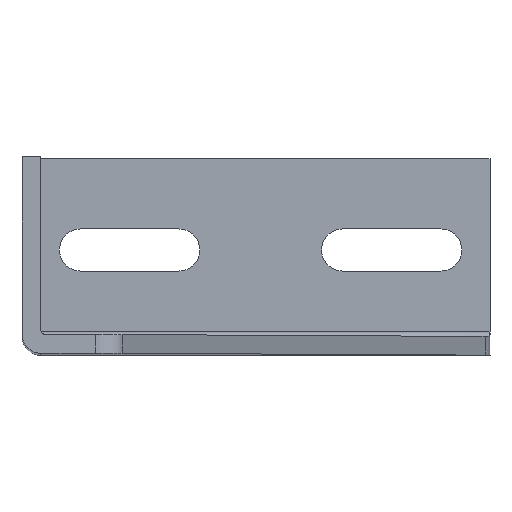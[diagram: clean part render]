
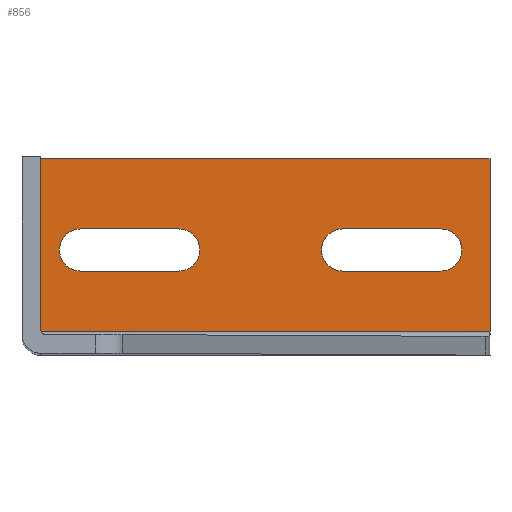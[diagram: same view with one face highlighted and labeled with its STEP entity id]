
A CAD part, top view. The second image highlights one B-rep face of the part: STEP entity #856.
In plain terms, the highlighted planar face has unit normal (0, 0, 1).
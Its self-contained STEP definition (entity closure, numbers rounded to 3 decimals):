
#1 = DIRECTION ( 'NONE',  ( 0., 0., -1. ) ) ;
#9 = CARTESIAN_POINT ( 'NONE',  ( 12.5, 6., 0. ) ) ;
#12 = CARTESIAN_POINT ( 'NONE',  ( 100., -16., 0. ) ) ;
#23 = DIRECTION ( 'NONE',  ( 1., 0., 0. ) ) ;
#38 = CARTESIAN_POINT ( 'NONE',  ( 89.5, -3., 0. ) ) ;
#43 = EDGE_CURVE ( 'NONE', #972, #292, #531, .T. ) ;
#47 = CARTESIAN_POINT ( 'NONE',  ( 68.5, 1.5, 0. ) ) ;
#49 = CIRCLE ( 'NONE', #679, 4.5 ) ;
#50 = DIRECTION ( 'NONE',  ( 1., 0., 0. ) ) ;
#56 = CARTESIAN_POINT ( 'NONE',  ( 52., -3., 0. ) ) ;
#63 = FACE_BOUND ( 'NONE', #705, .T. ) ;
#65 = VERTEX_POINT ( 'NONE', #363 ) ;
#71 = ORIENTED_EDGE ( 'NONE', *, *, #961, .T. ) ;
#74 = VERTEX_POINT ( 'NONE', #479 ) ;
#91 = AXIS2_PLACEMENT_3D ( 'NONE', #975, #212, #675 ) ;
#97 = CARTESIAN_POINT ( 'NONE',  ( 12.5, 1.5, 0. ) ) ;
#104 = DIRECTION ( 'NONE',  ( -1., 0., 0. ) ) ;
#108 = ORIENTED_EDGE ( 'NONE', *, *, #575, .T. ) ;
#117 = ORIENTED_EDGE ( 'NONE', *, *, #657, .T. ) ;
#118 = EDGE_CURVE ( 'NONE', #74, #455, #1236, .T. ) ;
#139 = ORIENTED_EDGE ( 'NONE', *, *, #43, .F. ) ;
#143 = FACE_BOUND ( 'NONE', #543, .T. ) ;
#153 = ORIENTED_EDGE ( 'NONE', *, *, #685, .T. ) ;
#154 = EDGE_CURVE ( 'NONE', #753, #1053, #160, .T. ) ;
#160 = CIRCLE ( 'NONE', #1215, 4.5 ) ;
#161 = AXIS2_PLACEMENT_3D ( 'NONE', #1198, #313, #23 ) ;
#189 = CARTESIAN_POINT ( 'NONE',  ( 4., -16., 0. ) ) ;
#191 = VECTOR ( 'NONE', #379, 1000. ) ;
#194 = AXIS2_PLACEMENT_3D ( 'NONE', #395, #896, #589 ) ;
#212 = DIRECTION ( 'NONE',  ( 0., 0., -1. ) ) ;
#257 = ORIENTED_EDGE ( 'NONE', *, *, #1057, .T. ) ;
#267 = CARTESIAN_POINT ( 'NONE',  ( 100., -17., 0. ) ) ;
#292 = VERTEX_POINT ( 'NONE', #12 ) ;
#305 = CARTESIAN_POINT ( 'NONE',  ( 68.5, 1.5, 0. ) ) ;
#313 = DIRECTION ( 'NONE',  ( 0., 0., 1. ) ) ;
#335 = ORIENTED_EDGE ( 'NONE', *, *, #154, .T. ) ;
#363 = CARTESIAN_POINT ( 'NONE',  ( 64., 1.5, 0. ) ) ;
#379 = DIRECTION ( 'NONE',  ( -1., 0., 0. ) ) ;
#395 = CARTESIAN_POINT ( 'NONE',  ( 12.5, 1.5, 0. ) ) ;
#407 = EDGE_CURVE ( 'NONE', #1227, #74, #553, .T. ) ;
#429 = LINE ( 'NONE', #666, #1079 ) ;
#449 = EDGE_CURVE ( 'NONE', #1278, #65, #49, .T. ) ;
#451 = ORIENTED_EDGE ( 'NONE', *, *, #118, .T. ) ;
#454 = CIRCLE ( 'NONE', #758, 4.5 ) ;
#455 = VERTEX_POINT ( 'NONE', #924 ) ;
#459 = LINE ( 'NONE', #56, #1204 ) ;
#464 = ORIENTED_EDGE ( 'NONE', *, *, #449, .T. ) ;
#470 = CARTESIAN_POINT ( 'NONE',  ( 68.5, -3., 0. ) ) ;
#479 = CARTESIAN_POINT ( 'NONE',  ( 33.5, 6., 0. ) ) ;
#504 = LINE ( 'NONE', #1080, #1121 ) ;
#531 = LINE ( 'NONE', #267, #1270 ) ;
#539 = VECTOR ( 'NONE', #50, 1000. ) ;
#543 = EDGE_LOOP ( 'NONE', ( #108, #464, #257, #117, #335 ) ) ;
#553 = LINE ( 'NONE', #927, #539 ) ;
#563 = LINE ( 'NONE', #586, #663 ) ;
#575 = EDGE_CURVE ( 'NONE', #1053, #1278, #459, .T. ) ;
#579 = DIRECTION ( 'NONE',  ( 1., 0., 0. ) ) ;
#584 = CARTESIAN_POINT ( 'NONE',  ( 89.5, 6., 0. ) ) ;
#586 = CARTESIAN_POINT ( 'NONE',  ( 52., -3., 0. ) ) ;
#588 = EDGE_CURVE ( 'NONE', #972, #904, #987, .T. ) ;
#589 = DIRECTION ( 'NONE',  ( -1., 0., 0. ) ) ;
#591 = ORIENTED_EDGE ( 'NONE', *, *, #738, .T. ) ;
#595 = CIRCLE ( 'NONE', #194, 4.5 ) ;
#607 = VERTEX_POINT ( 'NONE', #661 ) ;
#614 = DIRECTION ( 'NONE',  ( 0., 0., -1. ) ) ;
#620 = CIRCLE ( 'NONE', #870, 4.5 ) ;
#656 = DIRECTION ( 'NONE',  ( 0., -1., 0. ) ) ;
#657 = EDGE_CURVE ( 'NONE', #768, #753, #429, .T. ) ;
#658 = B_SPLINE_CURVE_WITH_KNOTS ( 'NONE', 1,
 ( #779, #706 ),
 .UNSPECIFIED., .F., .F.,
 ( 2, 2 ),
 ( 0., 1. ),
 .UNSPECIFIED. ) ;
#660 = EDGE_LOOP ( 'NONE', ( #1183, #831, #139, #1131 ) ) ;
#661 = CARTESIAN_POINT ( 'NONE',  ( 12.5, -3., 0. ) ) ;
#663 = VECTOR ( 'NONE', #104, 1000. ) ;
#664 = FACE_OUTER_BOUND ( 'NONE', #660, .T. ) ;
#666 = CARTESIAN_POINT ( 'NONE',  ( 52., 6., 0. ) ) ;
#669 = DIRECTION ( 'NONE',  ( -1., 0., 0. ) ) ;
#675 = DIRECTION ( 'NONE',  ( -1., 0., 0. ) ) ;
#678 = CARTESIAN_POINT ( 'NONE',  ( 89.5, 1.5, 0. ) ) ;
#679 = AXIS2_PLACEMENT_3D ( 'NONE', #47, #614, #710 ) ;
#685 = EDGE_CURVE ( 'NONE', #1038, #1227, #620, .T. ) ;
#699 = CARTESIAN_POINT ( 'NONE',  ( 4., 21., 0. ) ) ;
#705 = EDGE_LOOP ( 'NONE', ( #71, #591, #153, #1277, #451 ) ) ;
#706 = CARTESIAN_POINT ( 'NONE',  ( 4., 21., 0. ) ) ;
#710 = DIRECTION ( 'NONE',  ( -1., 0., 0. ) ) ;
#731 = EDGE_CURVE ( 'NONE', #937, #292, #504, .T. ) ;
#738 = EDGE_CURVE ( 'NONE', #607, #1038, #595, .T. ) ;
#753 = VERTEX_POINT ( 'NONE', #584 ) ;
#758 = AXIS2_PLACEMENT_3D ( 'NONE', #305, #1120, #815 ) ;
#768 = VERTEX_POINT ( 'NONE', #893 ) ;
#779 = CARTESIAN_POINT ( 'NONE',  ( 4., -16., 0. ) ) ;
#815 = DIRECTION ( 'NONE',  ( -1., 0., 0. ) ) ;
#831 = ORIENTED_EDGE ( 'NONE', *, *, #731, .T. ) ;
#856 = ADVANCED_FACE ( 'NONE', ( #63, #664, #143 ), #902, .T. ) ;
#862 = DIRECTION ( 'NONE',  ( 0., 0., -1. ) ) ;
#870 = AXIS2_PLACEMENT_3D ( 'NONE', #97, #862, #968 ) ;
#873 = CARTESIAN_POINT ( 'NONE',  ( 100., 21., 0. ) ) ;
#893 = CARTESIAN_POINT ( 'NONE',  ( 68.5, 6., 0. ) ) ;
#896 = DIRECTION ( 'NONE',  ( 0., 0., -1. ) ) ;
#902 = PLANE ( 'NONE',  #161 ) ;
#904 = VERTEX_POINT ( 'NONE', #699 ) ;
#924 = CARTESIAN_POINT ( 'NONE',  ( 33.5, -3., 0. ) ) ;
#927 = CARTESIAN_POINT ( 'NONE',  ( 52., 6., 0. ) ) ;
#933 = CARTESIAN_POINT ( 'NONE',  ( 52., 21., 0. ) ) ;
#937 = VERTEX_POINT ( 'NONE', #189 ) ;
#961 = EDGE_CURVE ( 'NONE', #455, #607, #563, .T. ) ;
#968 = DIRECTION ( 'NONE',  ( -1., 0., 0. ) ) ;
#972 = VERTEX_POINT ( 'NONE', #873 ) ;
#975 = CARTESIAN_POINT ( 'NONE',  ( 33.5, 1.5, 0. ) ) ;
#987 = LINE ( 'NONE', #933, #191 ) ;
#1038 = VERTEX_POINT ( 'NONE', #1182 ) ;
#1040 = EDGE_CURVE ( 'NONE', #937, #904, #658, .T. ) ;
#1044 = DIRECTION ( 'NONE',  ( -1., 0., 0. ) ) ;
#1053 = VERTEX_POINT ( 'NONE', #38 ) ;
#1057 = EDGE_CURVE ( 'NONE', #65, #768, #454, .T. ) ;
#1079 = VECTOR ( 'NONE', #579, 1000. ) ;
#1080 = CARTESIAN_POINT ( 'NONE',  ( 52., -16., 0. ) ) ;
#1099 = DIRECTION ( 'NONE',  ( 1., 0., 0. ) ) ;
#1120 = DIRECTION ( 'NONE',  ( 0., 0., -1. ) ) ;
#1121 = VECTOR ( 'NONE', #1099, 1000. ) ;
#1131 = ORIENTED_EDGE ( 'NONE', *, *, #588, .T. ) ;
#1182 = CARTESIAN_POINT ( 'NONE',  ( 8., 1.5, 0. ) ) ;
#1183 = ORIENTED_EDGE ( 'NONE', *, *, #1040, .F. ) ;
#1198 = CARTESIAN_POINT ( 'NONE',  ( 52., 0., 0. ) ) ;
#1204 = VECTOR ( 'NONE', #1044, 1000. ) ;
#1215 = AXIS2_PLACEMENT_3D ( 'NONE', #678, #1, #669 ) ;
#1227 = VERTEX_POINT ( 'NONE', #9 ) ;
#1236 = CIRCLE ( 'NONE', #91, 4.5 ) ;
#1270 = VECTOR ( 'NONE', #656, 1000. ) ;
#1277 = ORIENTED_EDGE ( 'NONE', *, *, #407, .T. ) ;
#1278 = VERTEX_POINT ( 'NONE', #470 ) ;
